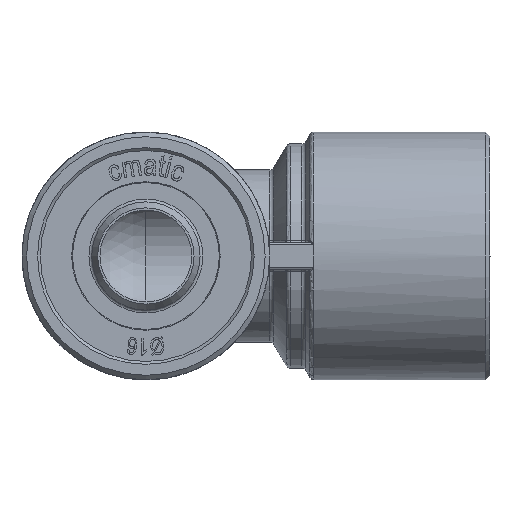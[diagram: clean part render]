
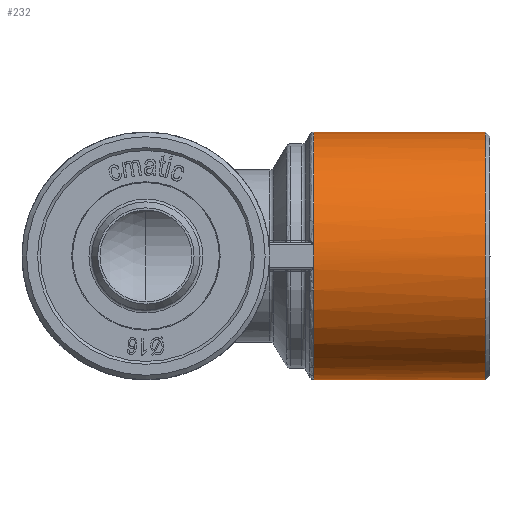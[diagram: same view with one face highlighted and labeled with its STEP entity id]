
A CAD part, front view. The second image highlights one B-rep face of the part: STEP entity #232.
In plain terms, the highlighted cylindrical face has radius 13.5 mm (diameter 27 mm), a full revolution.
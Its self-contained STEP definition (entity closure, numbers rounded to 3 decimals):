
#232 = ADVANCED_FACE( 'NONE', ( #827, #828 ), #829, .T. );
#827 = FACE_OUTER_BOUND( '', #3877, .T. );
#828 = FACE_OUTER_BOUND( '', #3878, .T. );
#829 = CYLINDRICAL_SURFACE( '', #3879, 13.5 );
#3877 = EDGE_LOOP( '', ( #8344, #8345, #8346 ) );
#3878 = EDGE_LOOP( '', ( #8347 ) );
#3879 = AXIS2_PLACEMENT_3D( '', #8348, #8349, #8350 );
#8344 = ORIENTED_EDGE( '', *, *, #10713, .T. );
#8345 = ORIENTED_EDGE( '', *, *, #10714, .T. );
#8346 = ORIENTED_EDGE( '', *, *, #10715, .T. );
#8347 = ORIENTED_EDGE( '', *, *, #10716, .T. );
#8348 = CARTESIAN_POINT( '', ( 0., 0., 0. ) );
#8349 = DIRECTION( '', ( 1., 0., 0. ) );
#8350 = DIRECTION( '', ( 0., 0., 1. ) );
#10713 = EDGE_CURVE( 'NONE', #11078, #11148, #12288, .T. );
#10714 = EDGE_CURVE( 'NONE', #11148, #12289, #12290, .T. );
#10715 = EDGE_CURVE( 'NONE', #12289, #11078, #12291, .T. );
#10716 = EDGE_CURVE( 'NONE', #12292, #12292, #12293, .T. );
#11078 = VERTEX_POINT( 'NONE', #12794 );
#11148 = VERTEX_POINT( 'NONE', #13050 );
#12288 = CIRCLE( '', #17803, 13.5 );
#12289 = VERTEX_POINT( 'NONE', #17804 );
#12290 = CIRCLE( '', #17805, 13.5 );
#12291 = CIRCLE( '', #17806, 13.5 );
#12292 = VERTEX_POINT( '', #17807 );
#12293 = CIRCLE( '', #17808, 13.5 );
#12794 = CARTESIAN_POINT( '', ( 18.299, -13.422, -1.448 ) );
#13050 = CARTESIAN_POINT( '', ( 18.299, -13.422, 1.448 ) );
#17803 = AXIS2_PLACEMENT_3D( '', #20375, #20376, #20377 );
#17804 = CARTESIAN_POINT( '', ( 18.299, -13.5, 0. ) );
#17805 = AXIS2_PLACEMENT_3D( '', #20378, #20379, #20380 );
#17806 = AXIS2_PLACEMENT_3D( '', #20381, #20382, #20383 );
#17807 = CARTESIAN_POINT( '', ( 37., 0., 13.5 ) );
#17808 = AXIS2_PLACEMENT_3D( '', #20384, #20385, #20386 );
#20375 = CARTESIAN_POINT( '', ( 18.299, 0., 0. ) );
#20376 = DIRECTION( '', ( 1., 0., 0. ) );
#20377 = DIRECTION( '', ( 0., 0., -1. ) );
#20378 = CARTESIAN_POINT( '', ( 18.299, 0., 0. ) );
#20379 = DIRECTION( '', ( 1., 0., 0. ) );
#20380 = DIRECTION( '', ( 0., 0., -1. ) );
#20381 = CARTESIAN_POINT( '', ( 18.299, 0., 0. ) );
#20382 = DIRECTION( '', ( 1., 0., 0. ) );
#20383 = DIRECTION( '', ( 0., 0., -1. ) );
#20384 = CARTESIAN_POINT( '', ( 37., 0., 0. ) );
#20385 = DIRECTION( '', ( -1., 0., 0. ) );
#20386 = DIRECTION( '', ( 0., 0., 1. ) );
